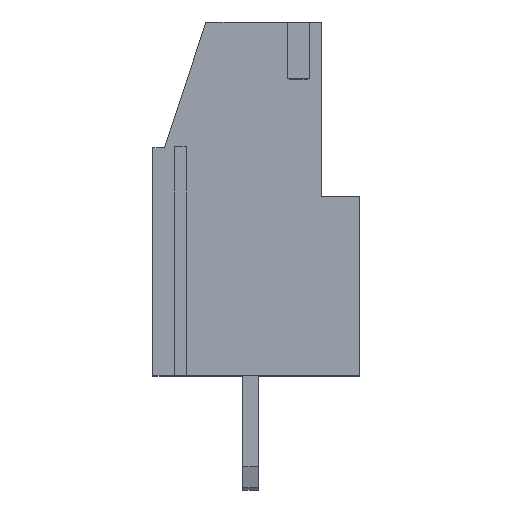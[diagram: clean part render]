
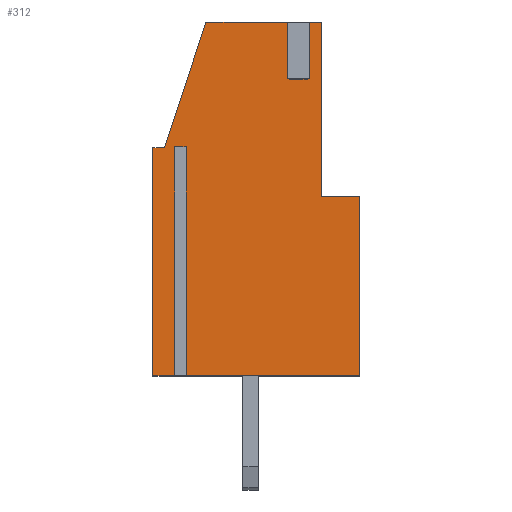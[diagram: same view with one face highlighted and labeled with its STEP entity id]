
A CAD part, top view. The second image highlights one B-rep face of the part: STEP entity #312.
In plain terms, the highlighted planar face has unit normal (0, 0, 1).
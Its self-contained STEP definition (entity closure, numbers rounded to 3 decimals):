
#312=ADVANCED_FACE('',(#2215),#576,.F.);
#576=PLANE('',#5790);
#1154=LINE('',#11416,#1794);
#1158=LINE('',#11424,#1798);
#1159=LINE('',#11428,#1799);
#1160=LINE('',#11431,#1800);
#1161=LINE('',#11433,#1801);
#1162=LINE('',#11435,#1802);
#1163=LINE('',#11437,#1803);
#1164=LINE('',#11439,#1804);
#1165=LINE('',#11441,#1805);
#1166=LINE('',#11442,#1806);
#1167=LINE('',#11444,#1807);
#1168=LINE('',#11446,#1808);
#1169=LINE('',#11447,#1809);
#1170=LINE('',#11449,#1810);
#1171=LINE('',#11451,#1811);
#1172=LINE('',#11453,#1812);
#1794=VECTOR('',#6779,1.);
#1798=VECTOR('',#6783,1.);
#1799=VECTOR('',#6788,1.);
#1800=VECTOR('',#6789,1.);
#1801=VECTOR('',#6790,1.);
#1802=VECTOR('',#6791,1.);
#1803=VECTOR('',#6792,1.);
#1804=VECTOR('',#6793,1.);
#1805=VECTOR('',#6794,1.);
#1806=VECTOR('',#6795,1.);
#1807=VECTOR('',#6796,1.);
#1808=VECTOR('',#6797,1.);
#1809=VECTOR('',#6798,1.);
#1810=VECTOR('',#6799,1.);
#1811=VECTOR('',#6800,1.);
#1812=VECTOR('',#6801,1.);
#2215=FACE_OUTER_BOUND('',#2517,.T.);
#2517=EDGE_LOOP('',(#3561,#3562,#3563,#3564,#3565,#3566,#3567,#3568,#3569,
#3570,#3571,#3572,#3573,#3574,#3575,#3576));
#3561=ORIENTED_EDGE('',*,*,#5179,.F.);
#3562=ORIENTED_EDGE('',*,*,#5180,.F.);
#3563=ORIENTED_EDGE('',*,*,#5181,.T.);
#3564=ORIENTED_EDGE('',*,*,#5182,.F.);
#3565=ORIENTED_EDGE('',*,*,#5183,.F.);
#3566=ORIENTED_EDGE('',*,*,#5184,.F.);
#3567=ORIENTED_EDGE('',*,*,#5185,.F.);
#3568=ORIENTED_EDGE('',*,*,#5177,.F.);
#3569=ORIENTED_EDGE('',*,*,#5186,.F.);
#3570=ORIENTED_EDGE('',*,*,#5187,.T.);
#3571=ORIENTED_EDGE('',*,*,#5188,.T.);
#3572=ORIENTED_EDGE('',*,*,#5173,.F.);
#3573=ORIENTED_EDGE('',*,*,#5189,.F.);
#3574=ORIENTED_EDGE('',*,*,#5190,.F.);
#3575=ORIENTED_EDGE('',*,*,#5191,.F.);
#3576=ORIENTED_EDGE('',*,*,#5192,.F.);
#4519=VERTEX_POINT('',#11402);
#4526=VERTEX_POINT('',#11415);
#4527=VERTEX_POINT('',#11417);
#4530=VERTEX_POINT('',#11423);
#4532=VERTEX_POINT('',#11429);
#4533=VERTEX_POINT('',#11430);
#4534=VERTEX_POINT('',#11432);
#4535=VERTEX_POINT('',#11434);
#4536=VERTEX_POINT('',#11436);
#4537=VERTEX_POINT('',#11438);
#4538=VERTEX_POINT('',#11440);
#4539=VERTEX_POINT('',#11443);
#4540=VERTEX_POINT('',#11445);
#4541=VERTEX_POINT('',#11448);
#4542=VERTEX_POINT('',#11450);
#4543=VERTEX_POINT('',#11452);
#5173=EDGE_CURVE('',#4526,#4527,#1154,.T.);
#5177=EDGE_CURVE('',#4530,#4519,#1158,.T.);
#5179=EDGE_CURVE('',#4532,#4533,#1159,.T.);
#5180=EDGE_CURVE('',#4534,#4532,#1160,.T.);
#5181=EDGE_CURVE('',#4534,#4535,#1161,.T.);
#5182=EDGE_CURVE('',#4536,#4535,#1162,.T.);
#5183=EDGE_CURVE('',#4537,#4536,#1163,.T.);
#5184=EDGE_CURVE('',#4538,#4537,#1164,.T.);
#5185=EDGE_CURVE('',#4519,#4538,#1165,.T.);
#5186=EDGE_CURVE('',#4539,#4530,#1166,.T.);
#5187=EDGE_CURVE('',#4539,#4540,#1167,.T.);
#5188=EDGE_CURVE('',#4540,#4527,#1168,.T.);
#5189=EDGE_CURVE('',#4541,#4526,#1169,.T.);
#5190=EDGE_CURVE('',#4542,#4541,#1170,.T.);
#5191=EDGE_CURVE('',#4543,#4542,#1171,.T.);
#5192=EDGE_CURVE('',#4533,#4543,#1172,.T.);
#5790=AXIS2_PLACEMENT_3D('',#11454,#6802,#6803);
#6779=DIRECTION('',(-1.,0.,0.));
#6783=DIRECTION('',(-1.,0.,0.));
#6788=DIRECTION('',(0.,1.,0.));
#6789=DIRECTION('',(1.,0.,0.));
#6790=DIRECTION('',(0.,1.,0.));
#6791=DIRECTION('',(1.,0.,0.));
#6792=DIRECTION('',(0.312,0.95,0.));
#6793=DIRECTION('',(1.,0.,0.));
#6794=DIRECTION('',(0.,1.,0.));
#6795=DIRECTION('',(0.,-1.,0.));
#6796=DIRECTION('',(1.,0.,0.));
#6797=DIRECTION('',(0.,-1.,0.));
#6798=DIRECTION('',(0.,-1.,0.));
#6799=DIRECTION('',(1.,0.,0.));
#6800=DIRECTION('',(0.,-1.,0.));
#6801=DIRECTION('',(1.,0.,0.));
#6802=DIRECTION('',(0.,0.,-1.));
#6803=DIRECTION('',(-1.,0.,0.));
#11402=CARTESIAN_POINT('',(-4.975,-18.,2.54));
#11415=CARTESIAN_POINT('',(5.525,-18.,2.54));
#11416=CARTESIAN_POINT('',(5.525,-18.,2.54));
#11417=CARTESIAN_POINT('',(-3.28,-18.,2.54));
#11423=CARTESIAN_POINT('',(-3.87,-18.,2.54));
#11424=CARTESIAN_POINT('',(5.525,-18.,2.54));
#11428=CARTESIAN_POINT('',(2.72,-2.9,2.54));
#11429=CARTESIAN_POINT('',(2.72,-2.9,2.54));
#11430=CARTESIAN_POINT('',(2.72,0.,2.54));
#11431=CARTESIAN_POINT('',(2.13,-2.9,2.54));
#11432=CARTESIAN_POINT('',(2.13,-2.9,2.54));
#11433=CARTESIAN_POINT('',(2.13,-2.9,2.54));
#11434=CARTESIAN_POINT('',(2.13,0.,2.54));
#11435=CARTESIAN_POINT('',(-2.275,0.,2.54));
#11436=CARTESIAN_POINT('',(-2.275,0.,2.54));
#11437=CARTESIAN_POINT('',(-4.375,-6.4,2.54));
#11438=CARTESIAN_POINT('',(-4.375,-6.4,2.54));
#11439=CARTESIAN_POINT('',(-4.975,-6.4,2.54));
#11440=CARTESIAN_POINT('',(-4.975,-6.4,2.54));
#11441=CARTESIAN_POINT('',(-4.975,-18.,2.54));
#11442=CARTESIAN_POINT('',(-3.87,-6.35,2.54));
#11443=CARTESIAN_POINT('',(-3.87,-6.35,2.54));
#11444=CARTESIAN_POINT('',(-3.87,-6.35,2.54));
#11445=CARTESIAN_POINT('',(-3.28,-6.35,2.54));
#11446=CARTESIAN_POINT('',(-3.28,-6.35,2.54));
#11447=CARTESIAN_POINT('',(5.525,-8.9,2.54));
#11448=CARTESIAN_POINT('',(5.525,-8.9,2.54));
#11449=CARTESIAN_POINT('',(3.625,-8.9,2.54));
#11450=CARTESIAN_POINT('',(3.625,-8.9,2.54));
#11451=CARTESIAN_POINT('',(3.625,0.,2.54));
#11452=CARTESIAN_POINT('',(3.625,0.,2.54));
#11453=CARTESIAN_POINT('',(-2.275,0.,2.54));
#11454=CARTESIAN_POINT('',(-2.275,0.,2.54));
